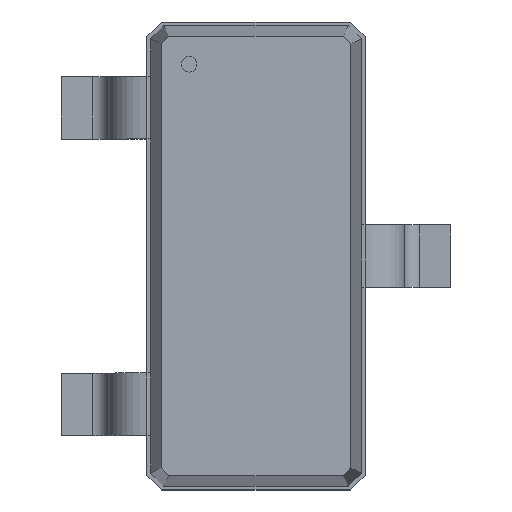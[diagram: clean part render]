
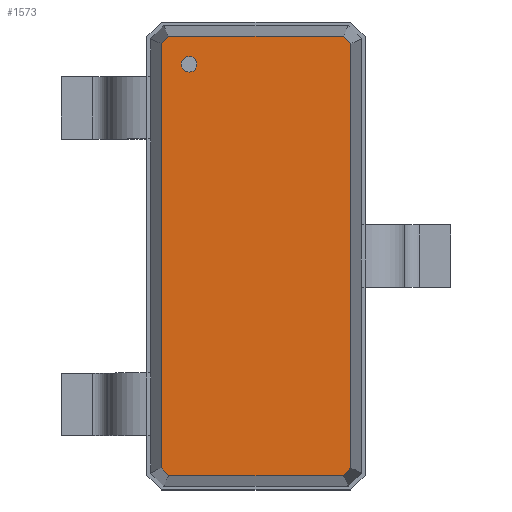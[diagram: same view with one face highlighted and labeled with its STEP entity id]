
A CAD part, top view. The second image highlights one B-rep face of the part: STEP entity #1573.
In plain terms, the highlighted planar face has unit normal (0, 0, 1).
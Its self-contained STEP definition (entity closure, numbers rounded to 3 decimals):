
#824 = VERTEX_POINT('',#825);
#825 = CARTESIAN_POINT('',(-0.608,1.359,1.2));
#830 = EDGE_CURVE('',#831,#824,#833,.T.);
#831 = VERTEX_POINT('',#832);
#832 = CARTESIAN_POINT('',(-0.608,-1.359,1.2));
#833 = LINE('',#834,#835);
#834 = CARTESIAN_POINT('',(-0.608,-1.359,1.2));
#835 = VECTOR('',#836,1.);
#836 = DIRECTION('',(0.,1.,0.));
#853 = VERTEX_POINT('',#854);
#854 = CARTESIAN_POINT('',(-0.559,1.408,1.2));
#859 = EDGE_CURVE('',#824,#853,#860,.T.);
#860 = LINE('',#861,#862);
#861 = CARTESIAN_POINT('',(-0.608,1.359,1.2));
#862 = VECTOR('',#863,1.);
#863 = DIRECTION('',(0.707,0.707,0.));
#876 = VERTEX_POINT('',#877);
#877 = CARTESIAN_POINT('',(0.559,1.408,1.2));
#882 = EDGE_CURVE('',#853,#876,#883,.T.);
#883 = LINE('',#884,#885);
#884 = CARTESIAN_POINT('',(-0.559,1.408,1.2));
#885 = VECTOR('',#886,1.);
#886 = DIRECTION('',(1.,0.,0.));
#899 = VERTEX_POINT('',#900);
#900 = CARTESIAN_POINT('',(0.608,1.359,1.2));
#905 = EDGE_CURVE('',#876,#899,#906,.T.);
#906 = LINE('',#907,#908);
#907 = CARTESIAN_POINT('',(0.559,1.408,1.2));
#908 = VECTOR('',#909,1.);
#909 = DIRECTION('',(0.707,-0.707,0.));
#938 = VERTEX_POINT('',#939);
#939 = CARTESIAN_POINT('',(0.608,-1.359,1.2));
#944 = EDGE_CURVE('',#899,#938,#945,.T.);
#945 = LINE('',#946,#947);
#946 = CARTESIAN_POINT('',(0.608,1.359,1.2));
#947 = VECTOR('',#948,1.);
#948 = DIRECTION('',(0.,-1.,0.));
#1573 = ADVANCED_FACE('',(#1574,#1603),#1614,.T.);
#1574 = FACE_BOUND('',#1575,.T.);
#1575 = EDGE_LOOP('',(#1576,#1577,#1578,#1579,#1587,#1595,#1601,#1602));
#1576 = ORIENTED_EDGE('',*,*,#882,.F.);
#1577 = ORIENTED_EDGE('',*,*,#859,.F.);
#1578 = ORIENTED_EDGE('',*,*,#830,.F.);
#1579 = ORIENTED_EDGE('',*,*,#1580,.F.);
#1580 = EDGE_CURVE('',#1581,#831,#1583,.T.);
#1581 = VERTEX_POINT('',#1582);
#1582 = CARTESIAN_POINT('',(-0.559,-1.408,1.2));
#1583 = LINE('',#1584,#1585);
#1584 = CARTESIAN_POINT('',(-0.559,-1.408,1.2));
#1585 = VECTOR('',#1586,1.);
#1586 = DIRECTION('',(-0.707,0.707,0.));
#1587 = ORIENTED_EDGE('',*,*,#1588,.F.);
#1588 = EDGE_CURVE('',#1589,#1581,#1591,.T.);
#1589 = VERTEX_POINT('',#1590);
#1590 = CARTESIAN_POINT('',(0.559,-1.408,1.2));
#1591 = LINE('',#1592,#1593);
#1592 = CARTESIAN_POINT('',(0.559,-1.408,1.2));
#1593 = VECTOR('',#1594,1.);
#1594 = DIRECTION('',(-1.,0.,0.));
#1595 = ORIENTED_EDGE('',*,*,#1596,.F.);
#1596 = EDGE_CURVE('',#938,#1589,#1597,.T.);
#1597 = LINE('',#1598,#1599);
#1598 = CARTESIAN_POINT('',(0.608,-1.359,1.2));
#1599 = VECTOR('',#1600,1.);
#1600 = DIRECTION('',(-0.707,-0.707,0.));
#1601 = ORIENTED_EDGE('',*,*,#944,.F.);
#1602 = ORIENTED_EDGE('',*,*,#905,.F.);
#1603 = FACE_BOUND('',#1604,.T.);
#1604 = EDGE_LOOP('',(#1605));
#1605 = ORIENTED_EDGE('',*,*,#1606,.T.);
#1606 = EDGE_CURVE('',#1607,#1607,#1609,.T.);
#1607 = VERTEX_POINT('',#1608);
#1608 = CARTESIAN_POINT('',(-0.428,1.178,1.2));
#1609 = CIRCLE('',#1610,0.05);
#1610 = AXIS2_PLACEMENT_3D('',#1611,#1612,#1613);
#1611 = CARTESIAN_POINT('',(-0.428,1.228,1.2));
#1612 = DIRECTION('',(0.,-0.,-1.));
#1613 = DIRECTION('',(0.,-1.,0.));
#1614 = PLANE('',#1615);
#1615 = AXIS2_PLACEMENT_3D('',#1616,#1617,#1618);
#1616 = CARTESIAN_POINT('',(-0.559,1.408,1.2));
#1617 = DIRECTION('',(0.,0.,1.));
#1618 = DIRECTION('',(0.369,-0.929,0.));
